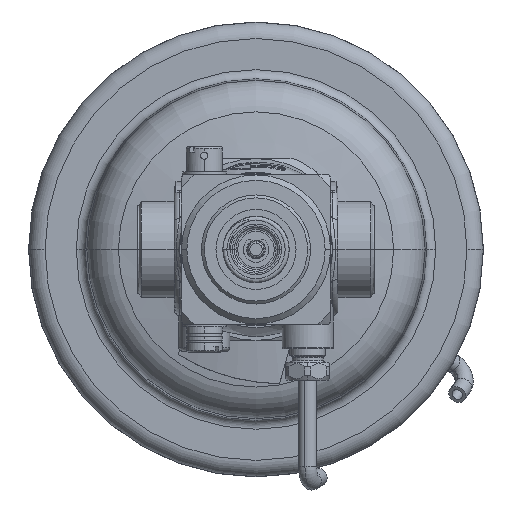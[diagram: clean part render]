
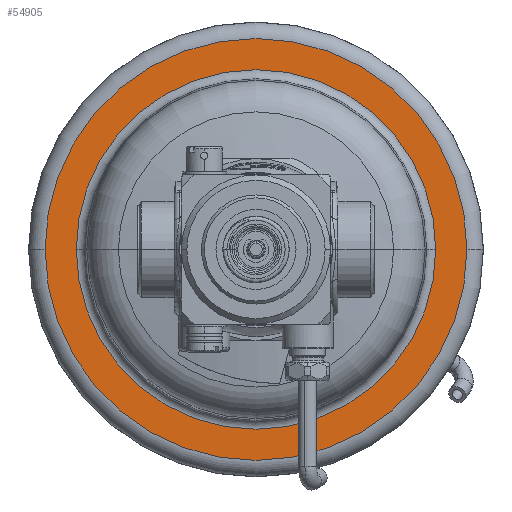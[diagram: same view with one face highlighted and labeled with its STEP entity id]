
A CAD part, front view. The second image highlights one B-rep face of the part: STEP entity #54905.
In plain terms, the highlighted face is planar.
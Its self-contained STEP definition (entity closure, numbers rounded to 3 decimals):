
#50589=CARTESIAN_POINT('',(23.5,0.,0.));
#50590=DIRECTION('',(1.,0.,0.));
#50591=DIRECTION('',(0.,1.,0.));
#50592=AXIS2_PLACEMENT_3D('',#50589,#50590,#50591);
#50594=CARTESIAN_POINT('',(23.5,0.,0.));
#50595=DIRECTION('',(1.,0.,0.));
#50596=DIRECTION('',(0.,-1.,0.));
#50597=AXIS2_PLACEMENT_3D('',#50594,#50595,#50596);
#50599=CARTESIAN_POINT('',(23.5,0.,0.));
#50600=DIRECTION('',(-1.,0.,0.));
#50601=DIRECTION('',(0.,1.,0.));
#50602=AXIS2_PLACEMENT_3D('',#50599,#50600,#50601);
#50604=CARTESIAN_POINT('',(23.5,0.,0.));
#50605=DIRECTION('',(-1.,0.,0.));
#50606=DIRECTION('',(0.,-1.,0.));
#50607=AXIS2_PLACEMENT_3D('',#50604,#50605,#50606);
#53737=CARTESIAN_POINT('',(23.5,58.,0.));
#53738=VERTEX_POINT('',#53737);
#53739=CARTESIAN_POINT('',(23.5,-58.,0.));
#53740=VERTEX_POINT('',#53739);
#53741=CARTESIAN_POINT('',(23.5,49.431,0.));
#53742=CARTESIAN_POINT('',(23.5,-49.431,0.));
#53743=VERTEX_POINT('',#53741);
#53744=VERTEX_POINT('',#53742);
#54890=CARTESIAN_POINT('',(23.5,0.,0.));
#54891=DIRECTION('',(1.,0.,0.));
#54892=DIRECTION('',(0.,-1.,0.));
#54893=AXIS2_PLACEMENT_3D('',#54890,#54891,#54892);
#54894=PLANE('',#54893);
#54895=ORIENTED_EDGE('',*,*,#54872,.T.);
#54896=ORIENTED_EDGE('',*,*,#54883,.T.);
#54897=EDGE_LOOP('',(#54895,#54896));
#54898=FACE_OUTER_BOUND('',#54897,.F.);
#54900=ORIENTED_EDGE('',*,*,#54899,.T.);
#54902=ORIENTED_EDGE('',*,*,#54901,.T.);
#54903=EDGE_LOOP('',(#54900,#54902));
#54904=FACE_BOUND('',#54903,.F.);
#54905=ADVANCED_FACE('',(#54898,#54904),#54894,.F.);
#50593=CIRCLE('',#50592,58.);
#50598=CIRCLE('',#50597,58.);
#50603=CIRCLE('',#50602,49.431);
#50608=CIRCLE('',#50607,49.431);
#54872=EDGE_CURVE('',#53738,#53740,#50593,.T.);
#54883=EDGE_CURVE('',#53740,#53738,#50598,.T.);
#54899=EDGE_CURVE('',#53743,#53744,#50603,.T.);
#54901=EDGE_CURVE('',#53744,#53743,#50608,.T.);
